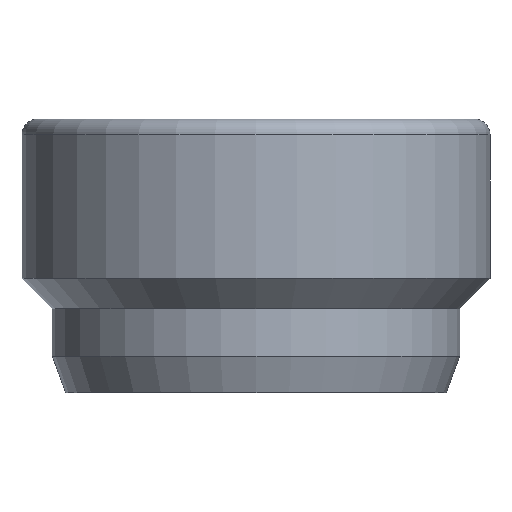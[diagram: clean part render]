
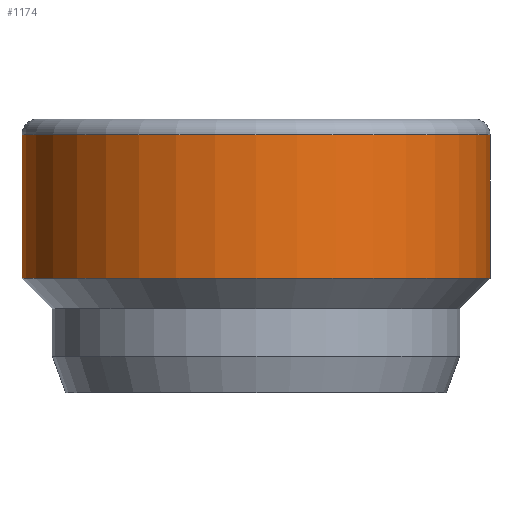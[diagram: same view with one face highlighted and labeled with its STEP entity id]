
A CAD part, front view. The second image highlights one B-rep face of the part: STEP entity #1174.
In plain terms, the highlighted cylindrical face has radius 8.883 mm (diameter 17.765 mm), a partial arc.
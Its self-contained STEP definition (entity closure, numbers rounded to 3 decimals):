
#98 = EDGE_CURVE ( 'NONE', #2150, #675, #559, .T. ) ;
#339 = AXIS2_PLACEMENT_3D ( 'NONE', #2551, #2098, #465 ) ;
#373 = ORIENTED_EDGE ( 'NONE', *, *, #98, .T. ) ;
#464 = EDGE_LOOP ( 'NONE', ( #1122, #2671, #373, #1830 ) ) ;
#465 = DIRECTION ( 'NONE',  ( 1., 0., 0. ) ) ;
#516 = CIRCLE ( 'NONE', #339, 8.883 ) ;
#533 = DIRECTION ( 'NONE',  ( 0., 0., 1. ) ) ;
#559 = LINE ( 'NONE', #715, #946 ) ;
#635 = CARTESIAN_POINT ( 'NONE',  ( -83.683, 45.5, 23.75 ) ) ;
#675 = VERTEX_POINT ( 'NONE', #1144 ) ;
#715 = CARTESIAN_POINT ( 'NONE',  ( -65.917, 45.5, 23.8 ) ) ;
#730 = DIRECTION ( 'NONE',  ( 1., 0., 0. ) ) ;
#800 = VECTOR ( 'NONE', #1303, 1000. ) ;
#834 = CARTESIAN_POINT ( 'NONE',  ( -83.683, 45.5, 29.2 ) ) ;
#946 = VECTOR ( 'NONE', #2165, 1000. ) ;
#980 = CARTESIAN_POINT ( 'NONE',  ( -65.917, 45.5, 23.75 ) ) ;
#1000 = DIRECTION ( 'NONE',  ( 0., 0., -1. ) ) ;
#1107 = CARTESIAN_POINT ( 'NONE',  ( -83.683, 45.5, 23.8 ) ) ;
#1122 = ORIENTED_EDGE ( 'NONE', *, *, #2070, .F. ) ;
#1144 = CARTESIAN_POINT ( 'NONE',  ( -65.917, 45.5, 29.2 ) ) ;
#1174 = ADVANCED_FACE ( 'NONE', ( #2214 ), #1343, .T. ) ;
#1303 = DIRECTION ( 'NONE',  ( 0., 0., 1. ) ) ;
#1319 = LINE ( 'NONE', #1107, #800 ) ;
#1343 = CYLINDRICAL_SURFACE ( 'NONE', #2479, 8.883 ) ;
#1379 = EDGE_CURVE ( 'NONE', #675, #1627, #1883, .T. ) ;
#1447 = AXIS2_PLACEMENT_3D ( 'NONE', #2065, #1000, #1625 ) ;
#1625 = DIRECTION ( 'NONE',  ( 1., 0., 0. ) ) ;
#1627 = VERTEX_POINT ( 'NONE', #834 ) ;
#1738 = EDGE_CURVE ( 'NONE', #2463, #2150, #516, .T. ) ;
#1784 = CARTESIAN_POINT ( 'NONE',  ( -74.8, 45.5, 23.8 ) ) ;
#1830 = ORIENTED_EDGE ( 'NONE', *, *, #1379, .T. ) ;
#1883 = CIRCLE ( 'NONE', #1447, 8.883 ) ;
#2065 = CARTESIAN_POINT ( 'NONE',  ( -74.8, 45.5, 29.2 ) ) ;
#2070 = EDGE_CURVE ( 'NONE', #2463, #1627, #1319, .T. ) ;
#2098 = DIRECTION ( 'NONE',  ( 0., 0., 1. ) ) ;
#2150 = VERTEX_POINT ( 'NONE', #980 ) ;
#2165 = DIRECTION ( 'NONE',  ( 0., 0., 1. ) ) ;
#2214 = FACE_OUTER_BOUND ( 'NONE', #464, .T. ) ;
#2463 = VERTEX_POINT ( 'NONE', #635 ) ;
#2479 = AXIS2_PLACEMENT_3D ( 'NONE', #1784, #533, #730 ) ;
#2551 = CARTESIAN_POINT ( 'NONE',  ( -74.8, 45.5, 23.75 ) ) ;
#2671 = ORIENTED_EDGE ( 'NONE', *, *, #1738, .T. ) ;
